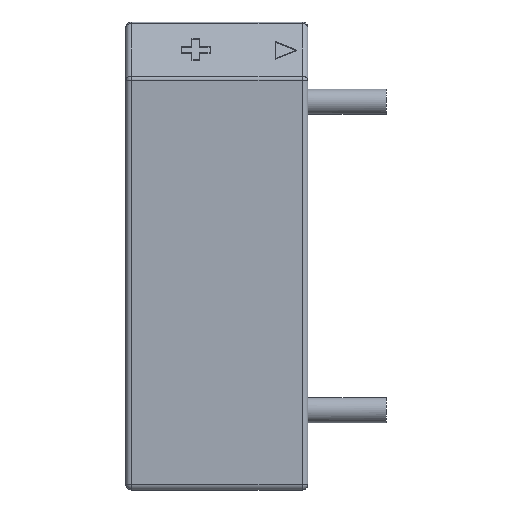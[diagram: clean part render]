
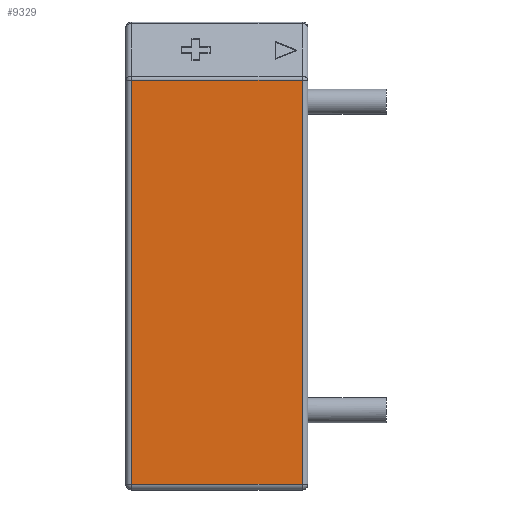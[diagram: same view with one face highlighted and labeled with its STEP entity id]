
A CAD part, left-side view. The second image highlights one B-rep face of the part: STEP entity #9329.
In plain terms, the highlighted planar face has unit normal (-1, 0, 0).
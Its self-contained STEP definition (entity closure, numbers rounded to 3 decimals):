
#563 = CARTESIAN_POINT ( 'NONE',  ( -2.85, 6.6, -13.85 ) ) ;
#607 = ORIENTED_EDGE ( 'NONE', *, *, #16629, .T. ) ;
#929 = VERTEX_POINT ( 'NONE', #13268 ) ;
#1504 = ORIENTED_EDGE ( 'NONE', *, *, #18229, .T. ) ;
#2650 = DIRECTION ( 'NONE',  ( 0., 0., -1. ) ) ;
#2694 = EDGE_CURVE ( 'NONE', #929, #11044, #3865, .T. ) ;
#3259 = CARTESIAN_POINT ( 'NONE',  ( -2.85, 0.3, 0.767 ) ) ;
#3865 = LINE ( 'NONE', #5662, #11907 ) ;
#4568 = VECTOR ( 'NONE', #12630, 1000. ) ;
#4699 = DIRECTION ( 'NONE',  ( 0., 0., -1. ) ) ;
#5662 = CARTESIAN_POINT ( 'NONE',  ( -2.85, 6.4, -13.85 ) ) ;
#6341 = VECTOR ( 'NONE', #8052, 1000. ) ;
#6695 = AXIS2_PLACEMENT_3D ( 'NONE', #563, #17573, #4699 ) ;
#7450 = CARTESIAN_POINT ( 'NONE',  ( -2.85, 0.3, -13.85 ) ) ;
#8052 = DIRECTION ( 'NONE',  ( 0., 1., 0. ) ) ;
#8157 = EDGE_LOOP ( 'NONE', ( #1504, #13618, #12839, #607 ) ) ;
#9329 = ADVANCED_FACE ( 'NONE', ( #9949 ), #15817, .F. ) ;
#9446 = CARTESIAN_POINT ( 'NONE',  ( -2.85, 6.6, -13.65 ) ) ;
#9949 = FACE_OUTER_BOUND ( 'NONE', #8157, .T. ) ;
#11044 = VERTEX_POINT ( 'NONE', #15814 ) ;
#11907 = VECTOR ( 'NONE', #2650, 1000. ) ;
#12630 = DIRECTION ( 'NONE',  ( 0., -1., 0. ) ) ;
#12827 = VERTEX_POINT ( 'NONE', #3259 ) ;
#12839 = ORIENTED_EDGE ( 'NONE', *, *, #2694, .T. ) ;
#13268 = CARTESIAN_POINT ( 'NONE',  ( -2.85, 6.4, 0.767 ) ) ;
#13618 = ORIENTED_EDGE ( 'NONE', *, *, #16695, .T. ) ;
#13804 = VECTOR ( 'NONE', #14526, 1000. ) ;
#13821 = LINE ( 'NONE', #9446, #4568 ) ;
#14526 = DIRECTION ( 'NONE',  ( 0., 0., 1. ) ) ;
#15032 = CARTESIAN_POINT ( 'NONE',  ( -2.85, 6.6, 0.767 ) ) ;
#15814 = CARTESIAN_POINT ( 'NONE',  ( -2.85, 6.4, -13.65 ) ) ;
#15817 = PLANE ( 'NONE',  #6695 ) ;
#16497 = VERTEX_POINT ( 'NONE', #17187 ) ;
#16629 = EDGE_CURVE ( 'NONE', #11044, #16497, #13821, .T. ) ;
#16695 = EDGE_CURVE ( 'NONE', #12827, #929, #16812, .T. ) ;
#16812 = LINE ( 'NONE', #15032, #6341 ) ;
#17187 = CARTESIAN_POINT ( 'NONE',  ( -2.85, 0.3, -13.65 ) ) ;
#17573 = DIRECTION ( 'NONE',  ( 1., 0., 0. ) ) ;
#17593 = LINE ( 'NONE', #7450, #13804 ) ;
#18229 = EDGE_CURVE ( 'NONE', #16497, #12827, #17593, .T. ) ;
